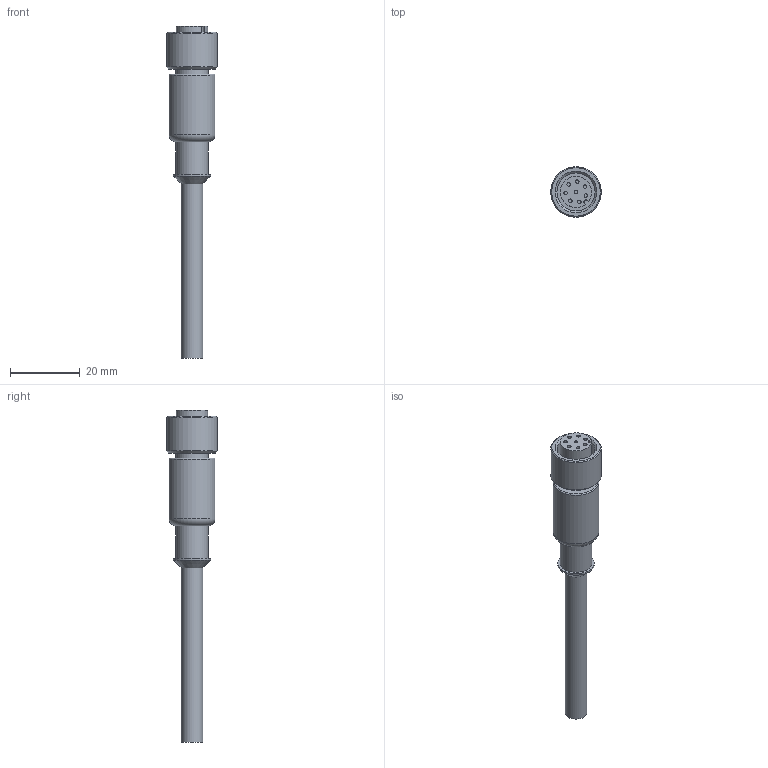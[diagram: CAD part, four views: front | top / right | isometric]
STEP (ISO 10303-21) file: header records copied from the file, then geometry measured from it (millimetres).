
FILE_DESCRIPTION(/* description */ ('STEP AP214'),/* implementation_level */ '2;1');
FILE_NAME(/* name */ '525618_SIM-M12-8GD-5-PU',/* time_stamp */ '2024-09-11T12:44:32+02:00',/* author */ ('License CC BY-ND 4.0'),/* organization */ ('CADENAS'),/* preprocessor_version */ 'ST-DEVELOPER v19.3',/* originating_system */ 'PARTsolutions',/* authorisation */ ' ');
FILE_SCHEMA (('AUTOMOTIVE_DESIGN {1 0 10303 214 3 1 1}'));
Length unit declared in the file: millimetre
Products named in the file (1): 525618 SIM-M12-8GD-5-PU
Bounding box: 14.5 x 14.5 x 95.35 mm (x, y, z)
Volume: 6626.7 mm3; surface area: 3685.8 mm2
Topology: 1 solids, 1 shells, 40 faces, 67 edges, 42 vertices
Faces by surface type: plane 17, cylinder 17, cone 4, torus 2
Full cylindrical faces by diameter (mm): 0.9 x1, 1 x7, 6.2 x1, 9.2 x2, 10.66 x1, 10.917 x1, 13.2 x1, 14.5 x1
Entity records: 1145 total; most frequent: DIRECTION 166, CARTESIAN_POINT 129, ORIENTED_EDGE 92, AXIS2_PLACEMENT_3D 79, EDGE_LOOP 74, FACE_BOUND 74, EDGE_CURVE 46, VERTEX_POINT 42
